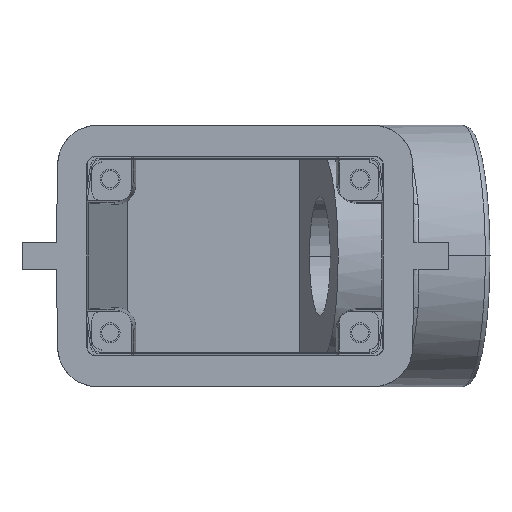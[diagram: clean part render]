
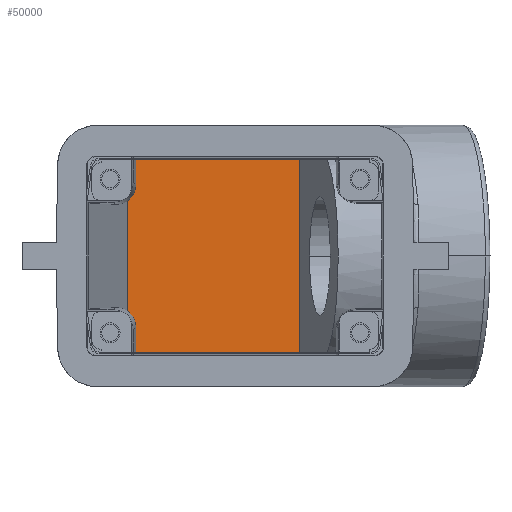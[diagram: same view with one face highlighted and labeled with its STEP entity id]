
A CAD part, front view. The second image highlights one B-rep face of the part: STEP entity #50000.
In plain terms, the highlighted face is planar.
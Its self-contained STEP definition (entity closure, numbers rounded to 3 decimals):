
#21800=CARTESIAN_POINT('',(-9.755,-90.1,
-86.998));
#21810=VERTEX_POINT('',#21800);
#21840=CARTESIAN_POINT('',(0.,-90.1,-86.998));
#21850=DIRECTION('',(-1.,0.,0.));
#21860=VECTOR('',#21850,1.);
#21870=LINE('',#21840,#21860);
#21880=CARTESIAN_POINT('',(-38.612,-90.1,
-86.998));
#21890=VERTEX_POINT('',#21880);
#21900=EDGE_CURVE('',#21810,#21890,#21870,.T.);
#38430=CARTESIAN_POINT('',(-9.755,-90.1,-57.502
));
#38440=VERTEX_POINT('',#38430);
#38590=CARTESIAN_POINT('',(-9.755,-90.1,
-53.002));
#38600=VERTEX_POINT('',#38590);
#38630=CARTESIAN_POINT('',(-9.755,-90.1,0.));
#38640=DIRECTION('',(0.,0.,1.));
#38650=VECTOR('',#38640,1.);
#38660=LINE('',#38630,#38650);
#38670=EDGE_CURVE('',#38440,#38600,#38660,.T.);
#44390=CARTESIAN_POINT('',(-38.612,-90.1,0.));
#44400=DIRECTION('',(0.,0.,-1.));
#44410=VECTOR('',#44400,1.);
#44420=LINE('',#44390,#44410);
#44430=CARTESIAN_POINT('',(-38.612,-90.1,
-53.002));
#44440=VERTEX_POINT('',#44430);
#44450=EDGE_CURVE('',#44440,#21890,#44420,.T.);
#49520=CARTESIAN_POINT('',(-27.253,-90.1,-70.));
#49530=DIRECTION('',(0.,1.,0.));
#49540=DIRECTION('',(1.,0.,0.));
#49550=AXIS2_PLACEMENT_3D('',#49520,#49530,#49540);
#49560=PLANE('',#49550);
#49570=CARTESIAN_POINT('',(0.,-90.1,-53.002));
#49580=DIRECTION('',(-1.,0.,0.));
#49590=VECTOR('',#49580,1.);
#49600=LINE('',#49570,#49590);
#49610=EDGE_CURVE('',#38600,#44440,#49600,.T.);
#49620=ORIENTED_EDGE('',*,*,#49610,.F.);
#49630=ORIENTED_EDGE('',*,*,#44450,.F.);
#49640=ORIENTED_EDGE('',*,*,#21900,.T.);
#49650=CARTESIAN_POINT('',(-9.755,-90.1,0.));
#49660=DIRECTION('',(0.,0.,1.));
#49670=VECTOR('',#49660,1.);
#49680=LINE('',#49650,#49670);
#49690=CARTESIAN_POINT('',(-9.755,-90.1,-82.498
));
#49700=VERTEX_POINT('',#49690);
#49710=EDGE_CURVE('',#21810,#49700,#49680,.T.);
#49720=ORIENTED_EDGE('',*,*,#49710,.F.);
#49730=CARTESIAN_POINT('',(-6.255,-90.1,
-82.498));
#49740=DIRECTION('',(0.,1.,0.));
#49750=DIRECTION('',(0.707,0.,
-0.707));
#49760=AXIS2_PLACEMENT_3D('',#49730,#49740,#49750);
#49770=ELLIPSE('',#49760,3.5,3.5);
#49780=CARTESIAN_POINT('',(-8.303,-90.1,
-79.66));
#49790=VERTEX_POINT('',#49780);
#49800=EDGE_CURVE('',#49700,#49790,#49770,.T.);
#49810=ORIENTED_EDGE('',*,*,#49800,.F.);
#49820=CARTESIAN_POINT('',(-8.303,-90.1,0.));
#49830=DIRECTION('',(0.,0.,1.));
#49840=VECTOR('',#49830,1.);
#49850=LINE('',#49820,#49840);
#49860=CARTESIAN_POINT('',(-8.303,-90.1,-60.34
));
#49870=VERTEX_POINT('',#49860);
#49880=EDGE_CURVE('',#49790,#49870,#49850,.T.);
#49890=ORIENTED_EDGE('',*,*,#49880,.F.);
#49900=CARTESIAN_POINT('',(-6.255,-90.1,
-57.502));
#49910=DIRECTION('',(0.,1.,0.));
#49920=DIRECTION('',(0.707,0.,
0.707));
#49930=AXIS2_PLACEMENT_3D('',#49900,#49910,#49920);
#49940=ELLIPSE('',#49930,3.5,3.5);
#49950=EDGE_CURVE('',#49870,#38440,#49940,.T.);
#49960=ORIENTED_EDGE('',*,*,#49950,.F.);
#49970=ORIENTED_EDGE('',*,*,#38670,.F.);
#49980=EDGE_LOOP('',(#49970,#49960,#49890,#49810,#49720,#49640,#49630,
#49620));
#49990=FACE_OUTER_BOUND('',#49980,.T.);
#50000=ADVANCED_FACE('',(#49990),#49560,.T.);
